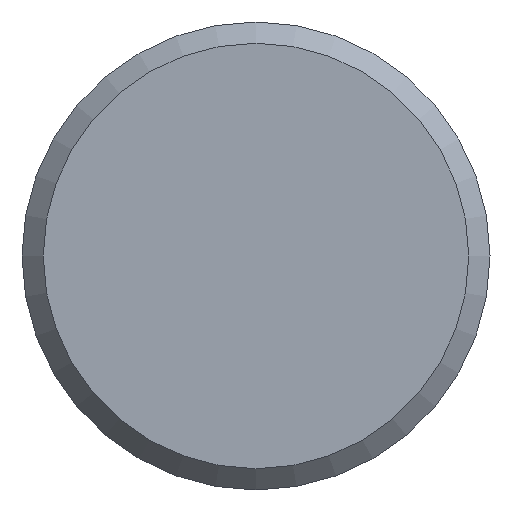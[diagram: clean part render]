
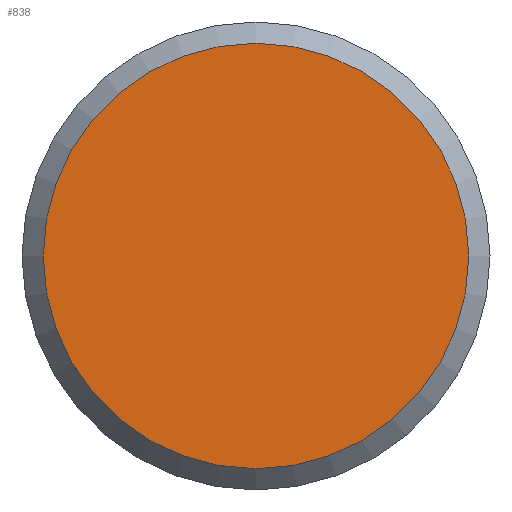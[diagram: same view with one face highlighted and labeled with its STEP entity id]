
A CAD part, front view. The second image highlights one B-rep face of the part: STEP entity #838.
In plain terms, the highlighted planar face has unit normal (0, -1, 0).
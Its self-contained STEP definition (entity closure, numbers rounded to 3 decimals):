
#83=FACE_OUTER_BOUND('',#133,.T.);
#133=EDGE_LOOP('',(#692));
#191=CIRCLE('',#951,5.);
#370=VERTEX_POINT('',#1430);
#477=EDGE_CURVE('',#370,#370,#191,.T.);
#692=ORIENTED_EDGE('',*,*,#477,.F.);
#752=PLANE('',#957);
#838=ADVANCED_FACE('',(#83),#752,.T.);
#951=AXIS2_PLACEMENT_3D('',#1431,#1184,#1185);
#957=AXIS2_PLACEMENT_3D('',#1443,#1198,#1199);
#1184=DIRECTION('center_axis',(0.,1.,0.));
#1185=DIRECTION('ref_axis',(-1.,0.,0.));
#1198=DIRECTION('center_axis',(0.,-1.,0.));
#1199=DIRECTION('ref_axis',(0.,0.,-1.));
#1430=CARTESIAN_POINT('',(5.,0.,0.));
#1431=CARTESIAN_POINT('Origin',(0.,0.,
0.));
#1443=CARTESIAN_POINT('Origin',(2.75,0.,0.));
